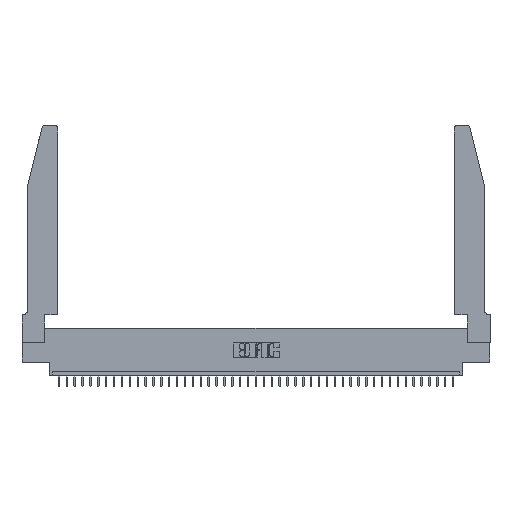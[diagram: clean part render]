
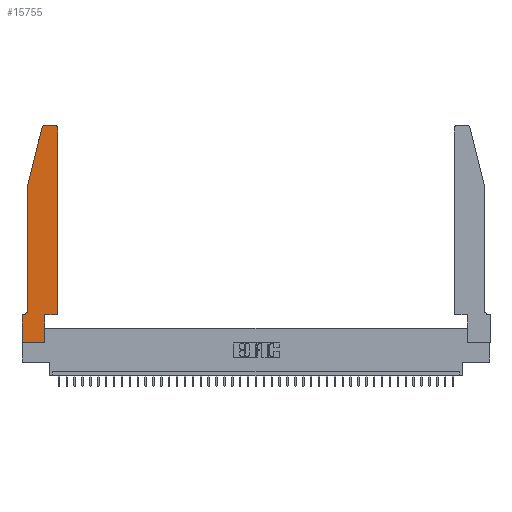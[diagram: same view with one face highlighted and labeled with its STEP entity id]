
A CAD part, top view. The second image highlights one B-rep face of the part: STEP entity #15755.
In plain terms, the highlighted planar face has unit normal (0, 0, 1).
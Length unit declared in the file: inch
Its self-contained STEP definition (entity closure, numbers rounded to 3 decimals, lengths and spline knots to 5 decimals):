
#269 = CARTESIAN_POINT ( 'NONE',  ( 0.0755, 2., 0.37 ) ) ;
#407 = CARTESIAN_POINT ( 'NONE',  ( 0.4205, 2.72, 0.37 ) ) ;
#480 = CARTESIAN_POINT ( 'NONE',  ( 0.4205, 2.75, 0.37 ) ) ;
#977 = DIRECTION ( 'NONE',  ( 1., 0., 0. ) ) ;
#1134 = DIRECTION ( 'NONE',  ( 0., 1., 0. ) ) ;
#1211 = AXIS2_PLACEMENT_3D ( 'NONE', #10520, #33013, #13930 ) ;
#1319 = LINE ( 'NONE', #17270, #1982 ) ;
#1929 = EDGE_CURVE ( 'NONE', #5116, #27556, #36121, .T. ) ;
#1982 = VECTOR ( 'NONE', #23878, 39.37008 ) ;
#2053 = EDGE_CURVE ( 'NONE', #30719, #7262, #1319, .T. ) ;
#2268 = VECTOR ( 'NONE', #31642, 39.37008 ) ;
#2361 = CARTESIAN_POINT ( 'NONE',  ( 0.0755, 0.35, 0.37 ) ) ;
#2563 = LINE ( 'NONE', #2361, #15971 ) ;
#2617 = ORIENTED_EDGE ( 'NONE', *, *, #38859, .T. ) ;
#2800 = CARTESIAN_POINT ( 'NONE',  ( 0.4505, 2.72, 0.37 ) ) ;
#4096 = ORIENTED_EDGE ( 'NONE', *, *, #27903, .T. ) ;
#5116 = VERTEX_POINT ( 'NONE', #29463 ) ;
#5650 = CARTESIAN_POINT ( 'NONE',  ( 0.0755, 2., 0.37 ) ) ;
#5652 = AXIS2_PLACEMENT_3D ( 'NONE', #9403, #36352, #9834 ) ;
#6022 = ORIENTED_EDGE ( 'NONE', *, *, #2053, .T. ) ;
#7262 = VERTEX_POINT ( 'NONE', #9488 ) ;
#7748 = EDGE_CURVE ( 'NONE', #27556, #40005, #17107, .T. ) ;
#9403 = CARTESIAN_POINT ( 'NONE',  ( 0.284, 2.72, 0.37 ) ) ;
#9407 = ORIENTED_EDGE ( 'NONE', *, *, #40496, .T. ) ;
#9481 = VERTEX_POINT ( 'NONE', #36254 ) ;
#9488 = CARTESIAN_POINT ( 'NONE',  ( 0.284, 2.75, 0.37 ) ) ;
#9834 = DIRECTION ( 'NONE',  ( 1., 0., 0. ) ) ;
#10061 = DIRECTION ( 'NONE',  ( 0., 1., 0. ) ) ;
#10520 = CARTESIAN_POINT ( 'NONE',  ( 0., 0.35, 0.37 ) ) ;
#11852 = EDGE_LOOP ( 'NONE', ( #6022, #35054, #32590, #14475, #2617, #34315, #20551, #9407, #41842, #4096, #41033, #13592 ) ) ;
#13055 = CARTESIAN_POINT ( 'NONE',  ( 0., 0., 0.37 ) ) ;
#13124 = EDGE_CURVE ( 'NONE', #38505, #29362, #19462, .T. ) ;
#13311 = EDGE_CURVE ( 'NONE', #28454, #34554, #2563, .T. ) ;
#13358 = CIRCLE ( 'NONE', #24958, 0.03 ) ;
#13592 = ORIENTED_EDGE ( 'NONE', *, *, #15338, .T. ) ;
#13795 = CIRCLE ( 'NONE', #37672, 0.07 ) ;
#13930 = DIRECTION ( 'NONE',  ( 1., 0., 0. ) ) ;
#14221 = DIRECTION ( 'NONE',  ( 0., -1., 0. ) ) ;
#14475 = ORIENTED_EDGE ( 'NONE', *, *, #7748, .T. ) ;
#15338 = EDGE_CURVE ( 'NONE', #29362, #30719, #13358, .T. ) ;
#15755 = ADVANCED_FACE ( 'NONE', ( #23324 ), #39781, .T. ) ;
#15848 = CARTESIAN_POINT ( 'NONE',  ( 0.0755, 0.42, 0.37 ) ) ;
#15971 = VECTOR ( 'NONE', #18103, 39.37008 ) ;
#16426 = DIRECTION ( 'NONE',  ( -0.239, -0.971, 0. ) ) ;
#17107 = LINE ( 'NONE', #30155, #23978 ) ;
#17131 = CARTESIAN_POINT ( 'NONE',  ( 0.4505, 0.35, 0.37 ) ) ;
#17210 = LINE ( 'NONE', #27259, #38920 ) ;
#17270 = CARTESIAN_POINT ( 'NONE',  ( 0.2605, 2.75, 0.37 ) ) ;
#17684 = EDGE_CURVE ( 'NONE', #35229, #9481, #29728, .T. ) ;
#18103 = DIRECTION ( 'NONE',  ( -1., 0., 0. ) ) ;
#18930 = VECTOR ( 'NONE', #16426, 39.37008 ) ;
#19462 = LINE ( 'NONE', #22870, #37139 ) ;
#20322 = CARTESIAN_POINT ( 'NONE',  ( 0., 0.35, 0.37 ) ) ;
#20551 = ORIENTED_EDGE ( 'NONE', *, *, #23137, .T. ) ;
#21533 = CARTESIAN_POINT ( 'NONE',  ( 0.2865, 0., 0.37 ) ) ;
#22251 = CARTESIAN_POINT ( 'NONE',  ( 0.0055, 0.42, 0.37 ) ) ;
#22628 = VERTEX_POINT ( 'NONE', #13055 ) ;
#22870 = CARTESIAN_POINT ( 'NONE',  ( 0.4505, 0.35, 0.37 ) ) ;
#23137 = EDGE_CURVE ( 'NONE', #34554, #22628, #17210, .T. ) ;
#23324 = FACE_OUTER_BOUND ( 'NONE', #11852, .T. ) ;
#23537 = LINE ( 'NONE', #17131, #31316 ) ;
#23878 = DIRECTION ( 'NONE',  ( -1., 0., 0. ) ) ;
#23978 = VECTOR ( 'NONE', #27146, 39.37008 ) ;
#24958 = AXIS2_PLACEMENT_3D ( 'NONE', #407, #36870, #30026 ) ;
#25035 = DIRECTION ( 'NONE',  ( -1., 0., 0. ) ) ;
#25401 = CARTESIAN_POINT ( 'NONE',  ( 0., 0., 0.37 ) ) ;
#25495 = CARTESIAN_POINT ( 'NONE',  ( 0.4505, 0.35, 0.37 ) ) ;
#27146 = DIRECTION ( 'NONE',  ( 0., -1., 0. ) ) ;
#27259 = CARTESIAN_POINT ( 'NONE',  ( 0., 0., 0.37 ) ) ;
#27556 = VERTEX_POINT ( 'NONE', #5650 ) ;
#27903 = EDGE_CURVE ( 'NONE', #9481, #38505, #23537, .T. ) ;
#28156 = CIRCLE ( 'NONE', #5652, 0.03 ) ;
#28454 = VERTEX_POINT ( 'NONE', #41970 ) ;
#29197 = VECTOR ( 'NONE', #10061, 39.37008 ) ;
#29362 = VERTEX_POINT ( 'NONE', #2800 ) ;
#29463 = CARTESIAN_POINT ( 'NONE',  ( 0.25487, 2.72718, 0.37 ) ) ;
#29728 = LINE ( 'NONE', #39529, #29197 ) ;
#30026 = DIRECTION ( 'NONE',  ( 1., 0., 0. ) ) ;
#30155 = CARTESIAN_POINT ( 'NONE',  ( 0.0755, 2., 0.37 ) ) ;
#30719 = VERTEX_POINT ( 'NONE', #480 ) ;
#31316 = VECTOR ( 'NONE', #977, 39.37008 ) ;
#31642 = DIRECTION ( 'NONE',  ( 1., 0., 0. ) ) ;
#32590 = ORIENTED_EDGE ( 'NONE', *, *, #1929, .T. ) ;
#33013 = DIRECTION ( 'NONE',  ( 0., 0., 1. ) ) ;
#34315 = ORIENTED_EDGE ( 'NONE', *, *, #13311, .T. ) ;
#34554 = VERTEX_POINT ( 'NONE', #20322 ) ;
#35054 = ORIENTED_EDGE ( 'NONE', *, *, #40826, .T. ) ;
#35229 = VERTEX_POINT ( 'NONE', #21533 ) ;
#35331 = DIRECTION ( 'NONE',  ( 0., 0., -1. ) ) ;
#36121 = LINE ( 'NONE', #269, #18930 ) ;
#36254 = CARTESIAN_POINT ( 'NONE',  ( 0.2865, 0.35, 0.37 ) ) ;
#36352 = DIRECTION ( 'NONE',  ( 0., 0., 1. ) ) ;
#36870 = DIRECTION ( 'NONE',  ( 0., 0., 1. ) ) ;
#37139 = VECTOR ( 'NONE', #1134, 39.37008 ) ;
#37672 = AXIS2_PLACEMENT_3D ( 'NONE', #22251, #35331, #25035 ) ;
#38505 = VERTEX_POINT ( 'NONE', #25495 ) ;
#38859 = EDGE_CURVE ( 'NONE', #40005, #28454, #13795, .T. ) ;
#38920 = VECTOR ( 'NONE', #14221, 39.37008 ) ;
#39529 = CARTESIAN_POINT ( 'NONE',  ( 0.2865, 0.35, 0.37 ) ) ;
#39781 = PLANE ( 'NONE',  #1211 ) ;
#40005 = VERTEX_POINT ( 'NONE', #15848 ) ;
#40496 = EDGE_CURVE ( 'NONE', #22628, #35229, #41421, .T. ) ;
#40826 = EDGE_CURVE ( 'NONE', #7262, #5116, #28156, .T. ) ;
#41033 = ORIENTED_EDGE ( 'NONE', *, *, #13124, .T. ) ;
#41421 = LINE ( 'NONE', #25401, #2268 ) ;
#41842 = ORIENTED_EDGE ( 'NONE', *, *, #17684, .T. ) ;
#41970 = CARTESIAN_POINT ( 'NONE',  ( 0.0055, 0.35, 0.37 ) ) ;
